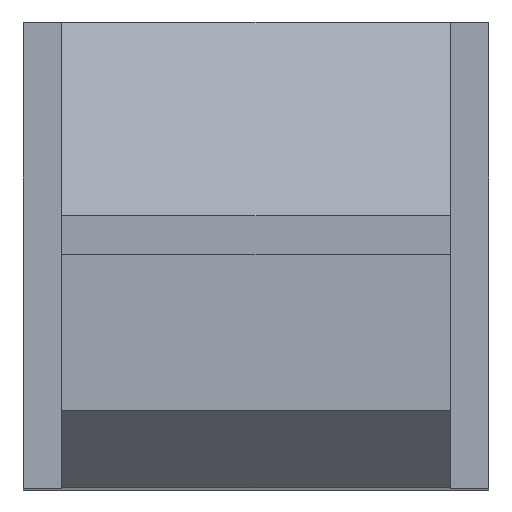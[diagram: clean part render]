
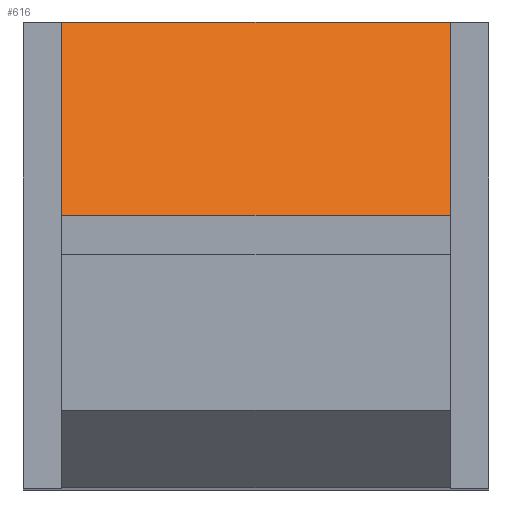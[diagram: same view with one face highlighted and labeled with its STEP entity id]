
A CAD part, top view. The second image highlights one B-rep face of the part: STEP entity #616.
In plain terms, the highlighted planar face has unit normal (0, 0.707, 0.707).
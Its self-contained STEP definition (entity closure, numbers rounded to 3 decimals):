
#564=CARTESIAN_POINT('Vertex',(2.5,3.5,19.)) ;
#567=CARTESIAN_POINT('Line Origine',(0.,3.5,19.)) ;
#571=CARTESIAN_POINT('Vertex',(-2.5,3.5,19.)) ;
#586=CARTESIAN_POINT('Axis2P3D Location',(0.,3.5,19.)) ;
#591=CARTESIAN_POINT('Line Origine',(2.5,4.75,17.75)) ;
#595=CARTESIAN_POINT('Vertex',(2.5,6.,16.5)) ;
#598=CARTESIAN_POINT('Line Origine',(0.,6.,16.5)) ;
#602=CARTESIAN_POINT('Vertex',(-2.5,6.,16.5)) ;
#605=CARTESIAN_POINT('Line Origine',(-2.5,4.75,17.75)) ;
#568=DIRECTION('Vector Direction',(1.,0.,0.)) ;
#587=DIRECTION('Axis2P3D Direction',(0.,-0.707,-0.707)) ;
#588=DIRECTION('Axis2P3D XDirection',(0.,0.707,-0.707)) ;
#592=DIRECTION('Vector Direction',(0.,-0.707,0.707)) ;
#599=DIRECTION('Vector Direction',(1.,0.,0.)) ;
#606=DIRECTION('Vector Direction',(0.,-0.707,0.707)) ;
#589=AXIS2_PLACEMENT_3D('Plane Axis2P3D',#586,#587,#588) ;
#611=ORIENTED_EDGE('',*,*,#573,.T.) ;
#612=ORIENTED_EDGE('',*,*,#597,.F.) ;
#613=ORIENTED_EDGE('',*,*,#604,.F.) ;
#614=ORIENTED_EDGE('',*,*,#609,.T.) ;
#569=VECTOR('Line Direction',#568,1.) ;
#593=VECTOR('Line Direction',#592,1.) ;
#600=VECTOR('Line Direction',#599,1.) ;
#607=VECTOR('Line Direction',#606,1.) ;
#616=ADVANCED_FACE('Corps principal',(#615),#590,.F.) ;
#573=EDGE_CURVE('',#572,#565,#570,.T.) ;
#597=EDGE_CURVE('',#596,#565,#594,.T.) ;
#604=EDGE_CURVE('',#603,#596,#601,.T.) ;
#609=EDGE_CURVE('',#603,#572,#608,.T.) ;
#610=EDGE_LOOP('',(#611,#612,#613,#614)) ;
#615=FACE_OUTER_BOUND('',#610,.T.) ;
#570=LINE('Line',#567,#569) ;
#594=LINE('Line',#591,#593) ;
#601=LINE('Line',#598,#600) ;
#608=LINE('Line',#605,#607) ;
#590=PLANE('Plane',#589) ;
#565=VERTEX_POINT('',#564) ;
#572=VERTEX_POINT('',#571) ;
#596=VERTEX_POINT('',#595) ;
#603=VERTEX_POINT('',#602) ;
